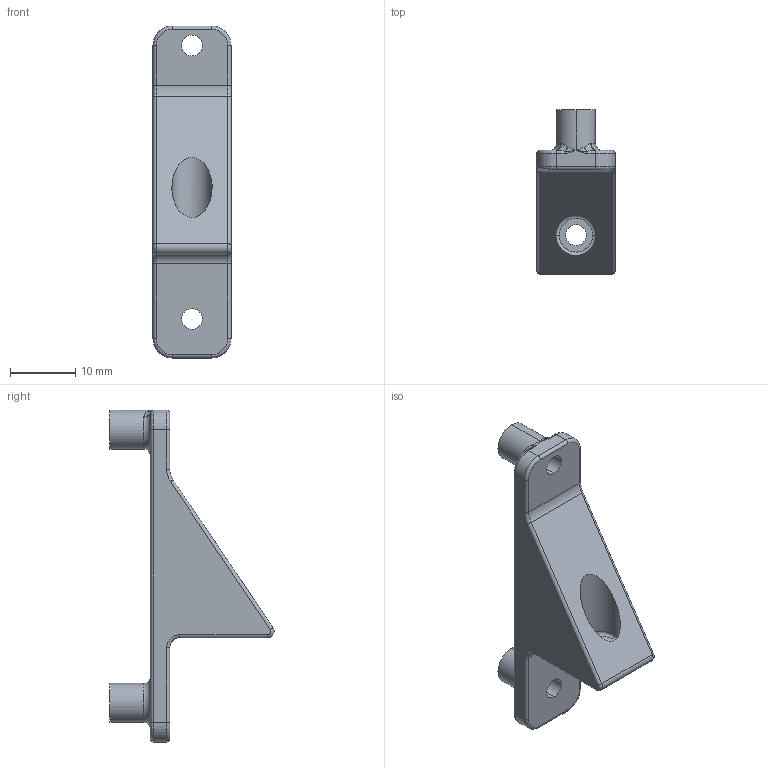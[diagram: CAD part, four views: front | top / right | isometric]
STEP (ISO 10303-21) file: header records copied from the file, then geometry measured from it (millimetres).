
FILE_DESCRIPTION (( 'STEP AP214' ), '1' );
FILE_NAME ('翋諷啣盓殤.STEP', '2024-11-20T13:57:12', ( '' ), ( '' ), 'SwSTEP 2.0', 'SolidWorks 2024', '' );
FILE_SCHEMA (( 'AUTOMOTIVE_DESIGN' ));
Length unit declared in the file: millimetre
Products named in the file (1): 主控板支架
Bounding box: 12 x 25.2 x 51 mm (x, y, z)
Volume: 4297.6 mm3; surface area: 2668.4 mm2
Topology: 1 solids, 1 shells, 73 faces, 169 edges, 96 vertices
Faces by surface type: cylinder 34, torus 19, plane 12, bspline 8
Entity records: 2247 total; most frequent: CARTESIAN_POINT 575, DIRECTION 376, ORIENTED_EDGE 330, EDGE_CURVE 165, AXIS2_PLACEMENT_3D 161, VERTEX_POINT 96, CIRCLE 95, EDGE_LOOP 81
